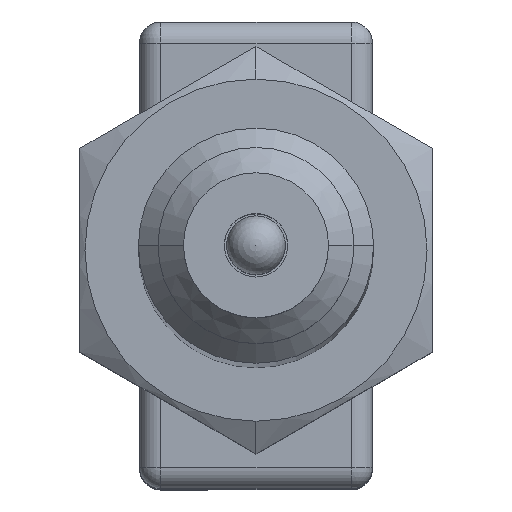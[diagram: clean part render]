
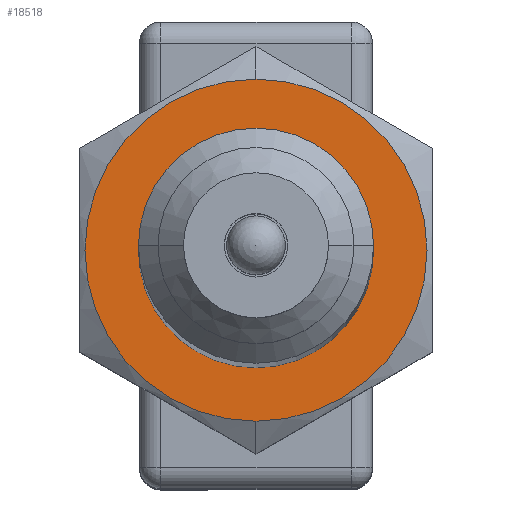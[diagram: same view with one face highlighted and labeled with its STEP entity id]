
A CAD part, top view. The second image highlights one B-rep face of the part: STEP entity #18518.
In plain terms, the highlighted planar face has unit normal (0, 0, 1).
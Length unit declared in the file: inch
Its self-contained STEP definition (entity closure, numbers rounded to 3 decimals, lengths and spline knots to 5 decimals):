
#7 = DIRECTION ( 'NONE',  ( -1., 0., 0. ) ) ;
#559 = ORIENTED_EDGE ( 'NONE', *, *, #6793, .T. ) ;
#1455 = EDGE_CURVE ( 'NONE', #1587, #10466, #16095, .T. ) ;
#1587 = VERTEX_POINT ( 'NONE', #27666 ) ;
#2147 = DIRECTION ( 'NONE',  ( 0., 0., 1. ) ) ;
#2238 = CIRCLE ( 'NONE', #3297, 0.36373 ) ;
#3297 = AXIS2_PLACEMENT_3D ( 'NONE', #11766, #25111, #22505 ) ;
#4580 = CARTESIAN_POINT ( 'NONE',  ( -0.25, 0., 0.375 ) ) ;
#5645 = VERTEX_POINT ( 'NONE', #25531 ) ;
#6607 = VERTEX_POINT ( 'NONE', #12163 ) ;
#6705 = CARTESIAN_POINT ( 'NONE',  ( 0., 0., 0.375 ) ) ;
#6793 = EDGE_CURVE ( 'NONE', #6607, #5645, #7117, .T. ) ;
#7117 = CIRCLE ( 'NONE', #9078, 0.36373 ) ;
#7450 = PLANE ( 'NONE',  #28583 ) ;
#7638 = CARTESIAN_POINT ( 'NONE',  ( 0., 0., 0.375 ) ) ;
#9078 = AXIS2_PLACEMENT_3D ( 'NONE', #7638, #20643, #9857 ) ;
#9857 = DIRECTION ( 'NONE',  ( 0., 1., 0. ) ) ;
#10045 = EDGE_LOOP ( 'NONE', ( #23575, #17727 ) ) ;
#10466 = VERTEX_POINT ( 'NONE', #4580 ) ;
#10502 = AXIS2_PLACEMENT_3D ( 'NONE', #6705, #2147, #7 ) ;
#10519 = EDGE_CURVE ( 'NONE', #5645, #6607, #2238, .T. ) ;
#11766 = CARTESIAN_POINT ( 'NONE',  ( 0., 0., 0.375 ) ) ;
#12163 = CARTESIAN_POINT ( 'NONE',  ( 0., -0.36373, 0.375 ) ) ;
#13011 = CIRCLE ( 'NONE', #10502, 0.25 ) ;
#13149 = EDGE_LOOP ( 'NONE', ( #28691, #559 ) ) ;
#13791 = DIRECTION ( 'NONE',  ( -1., 0., 0. ) ) ;
#13986 = DIRECTION ( 'NONE',  ( 0., 0., 1. ) ) ;
#14657 = EDGE_CURVE ( 'NONE', #10466, #1587, #13011, .T. ) ;
#16095 = CIRCLE ( 'NONE', #16858, 0.25 ) ;
#16417 = FACE_BOUND ( 'NONE', #10045, .T. ) ;
#16858 = AXIS2_PLACEMENT_3D ( 'NONE', #20252, #13986, #13791 ) ;
#17727 = ORIENTED_EDGE ( 'NONE', *, *, #1455, .F. ) ;
#18518 = ADVANCED_FACE ( 'NONE', ( #27464, #16417 ), #7450, .T. ) ;
#20252 = CARTESIAN_POINT ( 'NONE',  ( 0., 0., 0.375 ) ) ;
#20643 = DIRECTION ( 'NONE',  ( 0., 0., 1. ) ) ;
#21104 = DIRECTION ( 'NONE',  ( 0., 0., 1. ) ) ;
#22505 = DIRECTION ( 'NONE',  ( 0., 1., 0. ) ) ;
#23575 = ORIENTED_EDGE ( 'NONE', *, *, #14657, .F. ) ;
#25111 = DIRECTION ( 'NONE',  ( 0., 0., 1. ) ) ;
#25531 = CARTESIAN_POINT ( 'NONE',  ( 0., 0.36373, 0.375 ) ) ;
#25555 = CARTESIAN_POINT ( 'NONE',  ( 0., 0., 0.375 ) ) ;
#27464 = FACE_OUTER_BOUND ( 'NONE', #13149, .T. ) ;
#27666 = CARTESIAN_POINT ( 'NONE',  ( 0.25, 0., 0.375 ) ) ;
#27782 = DIRECTION ( 'NONE',  ( 1., 0., 0. ) ) ;
#28583 = AXIS2_PLACEMENT_3D ( 'NONE', #25555, #21104, #27782 ) ;
#28691 = ORIENTED_EDGE ( 'NONE', *, *, #10519, .T. ) ;
